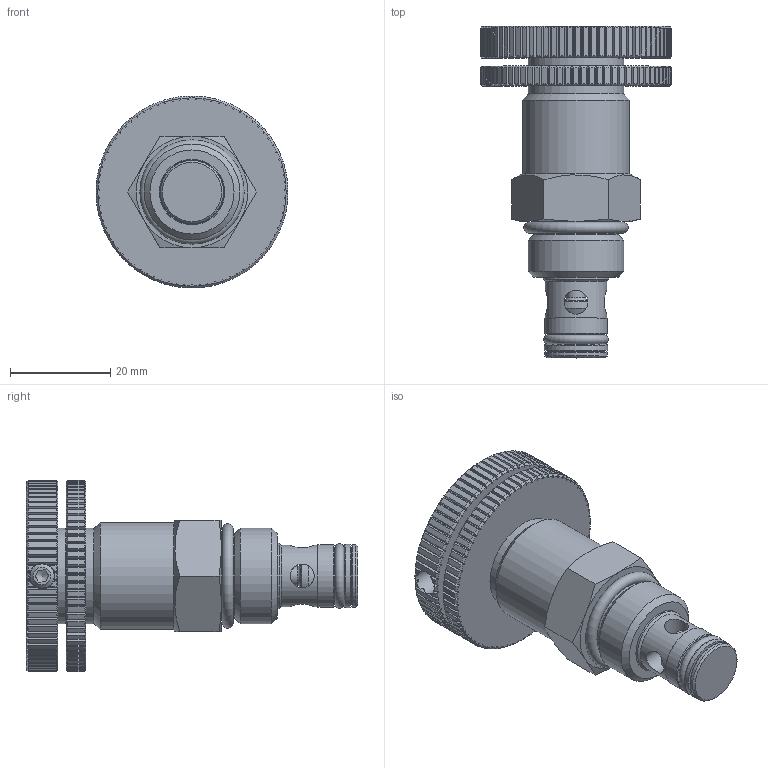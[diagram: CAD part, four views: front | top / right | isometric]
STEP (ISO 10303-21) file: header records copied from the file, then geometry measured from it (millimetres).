
FILE_DESCRIPTION((''),'2;1');
FILE_NAME('dfc-080-n-k_10129-00_RB.stp','2012-06-19T09:35:00',('mmartin'),(''),'Autodesk Inventor 2010','Autodesk Inventor 2010','');
FILE_SCHEMA(('AUTOMOTIVE_DESIGN { 1 0 10303 214 1 1 1 1 }'));
Length unit declared in the file: inch
Products named in the file (1): 10129-00_Shrinkwrap
Bounding box: 38.23 x 66.1 x 38.23 mm (x, y, z)
Volume: 26959.2 mm3; surface area: 10736.1 mm2
Topology: 3 solids, 3 shells, 1003 faces, 2958 edges, 1966 vertices
Faces by surface type: plane 489, cone 324, cylinder 180, torus 6, bspline 4
Full cylindrical faces by diameter (mm): 3.823 x1, 3.835 x1, 4.775 x4, 4.826 x1, 5.144 x1, 9.525 x1, 9.83 x2, 9.906 x1, 12.192 x1, 12.548 x2, 12.7 x1, 13.03 x1, 16.751 x2, 19.05 x3, 21.336 x1
Entity records: 33816 total; most frequent: CARTESIAN_POINT 7606, ORIENTED_EDGE 5794, DIRECTION 4936, EDGE_CURVE 2897, VERTEX_POINT 1949, AXIS2_PLACEMENT_3D 1697, VECTOR 1542, LINE 1542
